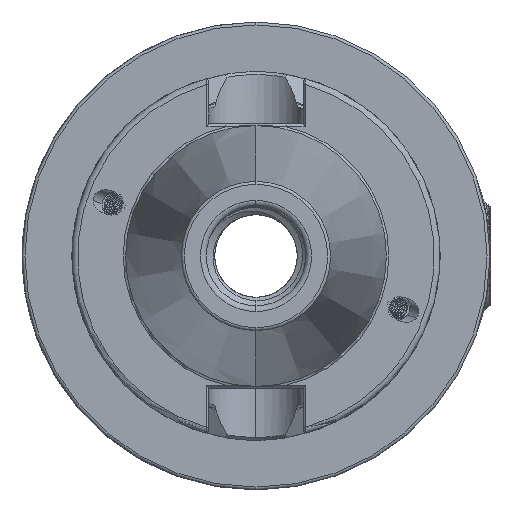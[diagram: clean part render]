
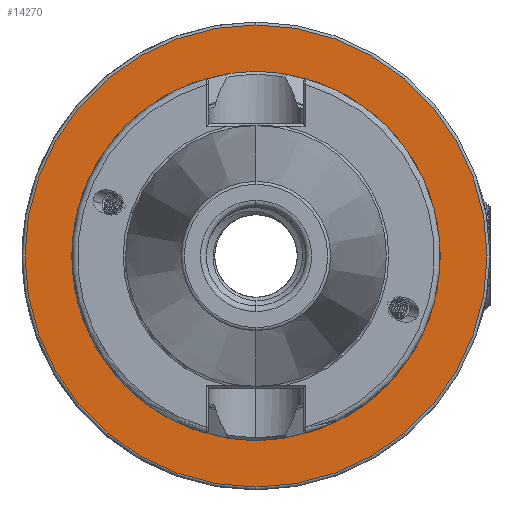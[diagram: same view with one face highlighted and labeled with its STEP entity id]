
A CAD part, left-side view. The second image highlights one B-rep face of the part: STEP entity #14270.
In plain terms, the highlighted planar face has unit normal (-1, 0, 0).
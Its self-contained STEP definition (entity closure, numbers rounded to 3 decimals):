
#62 = AXIS2_PLACEMENT_3D ( 'NONE', #18001, #17992, #18043 ) ;
#99 = AXIS2_PLACEMENT_3D ( 'NONE', #9113, #9132, #9098 ) ;
#127 = AXIS2_PLACEMENT_3D ( 'NONE', #10330, #10331, #10415 ) ;
#202 = AXIS2_PLACEMENT_3D ( 'NONE', #24497, #24483, #24501 ) ;
#2887 = VERTEX_POINT ( 'NONE', #5064 ) ;
#2972 = VERTEX_POINT ( 'NONE', #5101 ) ;
#3285 = CIRCLE ( 'NONE', #10060, 39.5 ) ;
#3309 = CIRCLE ( 'NONE', #62, 31.3 ) ;
#3472 = ORIENTED_EDGE ( 'NONE', *, *, #7291, .F. ) ;
#5064 = CARTESIAN_POINT ( 'NONE',  ( 32., 0., 31.3 ) ) ;
#5101 = CARTESIAN_POINT ( 'NONE',  ( 32., 0., -31.3 ) ) ;
#7078 = CARTESIAN_POINT ( 'NONE',  ( 32., 0., 39.5 ) ) ;
#7153 = CARTESIAN_POINT ( 'NONE',  ( 32., 0., -39.5 ) ) ;
#7291 = EDGE_CURVE ( 'NONE', #14733, #14800, #3285, .T. ) ;
#7386 = EDGE_CURVE ( 'NONE', #2972, #2887, #3309, .T. ) ;
#7493 = ORIENTED_EDGE ( 'NONE', *, *, #12162, .T. ) ;
#7494 = ORIENTED_EDGE ( 'NONE', *, *, #7386, .T. ) ;
#7505 = ORIENTED_EDGE ( 'NONE', *, *, #10074, .F. ) ;
#7763 = CARTESIAN_POINT ( 'NONE',  ( 32., 0., 0. ) ) ;
#7769 = DIRECTION ( 'NONE',  ( 1., 0., 0. ) ) ;
#7790 = DIRECTION ( 'NONE',  ( 0., 0., -1. ) ) ;
#9098 = DIRECTION ( 'NONE',  ( 0., 0., -1. ) ) ;
#9113 = CARTESIAN_POINT ( 'NONE',  ( 32., 0., 0. ) ) ;
#9132 = DIRECTION ( 'NONE',  ( 1., 0., 0. ) ) ;
#10060 = AXIS2_PLACEMENT_3D ( 'NONE', #7763, #7769, #7790 ) ;
#10074 = EDGE_CURVE ( 'NONE', #14800, #14733, #20100, .T. ) ;
#10330 = CARTESIAN_POINT ( 'NONE',  ( 32., 0., 0. ) ) ;
#10331 = DIRECTION ( 'NONE',  ( 1., 0., 0. ) ) ;
#10415 = DIRECTION ( 'NONE',  ( 0., 0., 1. ) ) ;
#11862 = EDGE_LOOP ( 'NONE', ( #7505, #3472 ) ) ;
#11863 = EDGE_LOOP ( 'NONE', ( #7493, #7494 ) ) ;
#12162 = EDGE_CURVE ( 'NONE', #2887, #2972, #19770, .T. ) ;
#14270 = ADVANCED_FACE ( 'NONE', ( #15340, #15345 ), #24481, .T. ) ;
#14733 = VERTEX_POINT ( 'NONE', #7078 ) ;
#14800 = VERTEX_POINT ( 'NONE', #7153 ) ;
#15340 = FACE_BOUND ( 'NONE', #11863, .T. ) ;
#15345 = FACE_OUTER_BOUND ( 'NONE', #11862, .T. ) ;
#17992 = DIRECTION ( 'NONE',  ( 1., 0., 0. ) ) ;
#18001 = CARTESIAN_POINT ( 'NONE',  ( 32., 0., 0. ) ) ;
#18043 = DIRECTION ( 'NONE',  ( 0., 0., 1. ) ) ;
#19770 = CIRCLE ( 'NONE', #127, 31.3 ) ;
#20100 = CIRCLE ( 'NONE', #99, 39.5 ) ;
#24481 = PLANE ( 'NONE',  #202 ) ;
#24483 = DIRECTION ( 'NONE',  ( -1., 0., 0. ) ) ;
#24497 = CARTESIAN_POINT ( 'NONE',  ( 32., 39.5, 0. ) ) ;
#24501 = DIRECTION ( 'NONE',  ( 0., 0., 1. ) ) ;
